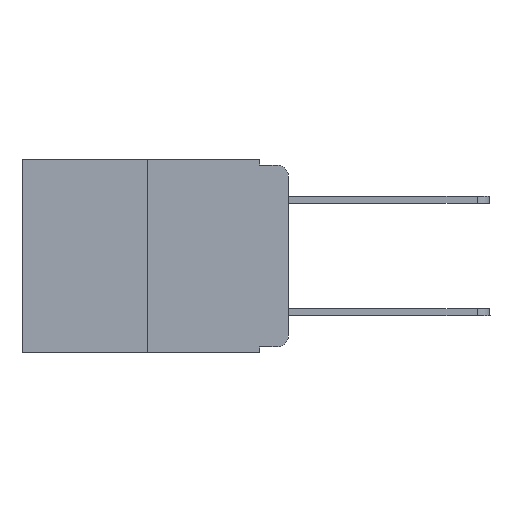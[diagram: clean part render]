
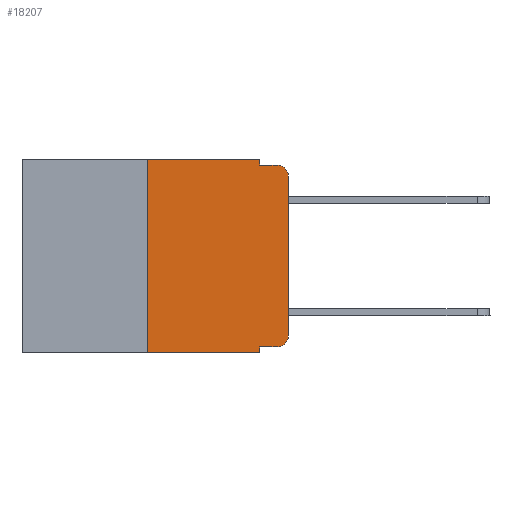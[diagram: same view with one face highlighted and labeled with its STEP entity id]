
A CAD part, left-side view. The second image highlights one B-rep face of the part: STEP entity #18207.
In plain terms, the highlighted planar face has unit normal (-1, 0, 0).
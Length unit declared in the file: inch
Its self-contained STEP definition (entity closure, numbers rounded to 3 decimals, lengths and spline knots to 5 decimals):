
#53 = EDGE_CURVE ( 'NONE', #1646, #7434, #18131, .T. ) ;
#1271 = ORIENTED_EDGE ( 'NONE', *, *, #11720, .T. ) ;
#1314 = DIRECTION ( 'NONE',  ( 0., 0., -1. ) ) ;
#1429 = VECTOR ( 'NONE', #3672, 39.37008 ) ;
#1646 = VERTEX_POINT ( 'NONE', #15088 ) ;
#1864 = CARTESIAN_POINT ( 'NONE',  ( 0., 0.473, 0. ) ) ;
#2111 = CARTESIAN_POINT ( 'NONE',  ( 0., 0.051, 0. ) ) ;
#2254 = LINE ( 'NONE', #3548, #16428 ) ;
#2412 = EDGE_CURVE ( 'NONE', #13717, #16251, #2254, .T. ) ;
#2484 = VERTEX_POINT ( 'NONE', #4871 ) ;
#2556 = DIRECTION ( 'NONE',  ( 0., -1., 0. ) ) ;
#2683 = CARTESIAN_POINT ( 'NONE',  ( 0., 0.051, 0. ) ) ;
#2889 = VECTOR ( 'NONE', #16533, 39.37008 ) ;
#2913 = ORIENTED_EDGE ( 'NONE', *, *, #18563, .F. ) ;
#2954 = DIRECTION ( 'NONE',  ( -1., 0., 0. ) ) ;
#3030 = VERTEX_POINT ( 'NONE', #13562 ) ;
#3265 = ORIENTED_EDGE ( 'NONE', *, *, #6687, .F. ) ;
#3548 = CARTESIAN_POINT ( 'NONE',  ( 0., 0.051, 0. ) ) ;
#3567 = ORIENTED_EDGE ( 'NONE', *, *, #10359, .F. ) ;
#3672 = DIRECTION ( 'NONE',  ( 0., 0., 1. ) ) ;
#3730 = AXIS2_PLACEMENT_3D ( 'NONE', #1864, #11916, #17904 ) ;
#4582 = VECTOR ( 'NONE', #15698, 39.37008 ) ;
#4871 = CARTESIAN_POINT ( 'NONE',  ( 0., 0.02, -0.333 ) ) ;
#5191 = VECTOR ( 'NONE', #16154, 39.37008 ) ;
#5470 = CARTESIAN_POINT ( 'NONE',  ( 0., 0.051, -0.01 ) ) ;
#5588 = LINE ( 'NONE', #6275, #2889 ) ;
#5628 = EDGE_CURVE ( 'NONE', #2484, #14914, #7166, .T. ) ;
#5844 = DIRECTION ( 'NONE',  ( 0., 0., -1. ) ) ;
#5953 = ORIENTED_EDGE ( 'NONE', *, *, #2412, .F. ) ;
#6275 = CARTESIAN_POINT ( 'NONE',  ( 0., 0.051, -0.333 ) ) ;
#6339 = VERTEX_POINT ( 'NONE', #13872 ) ;
#6687 = EDGE_CURVE ( 'NONE', #6339, #3030, #10145, .T. ) ;
#6740 = FACE_OUTER_BOUND ( 'NONE', #7056, .T. ) ;
#7056 = EDGE_LOOP ( 'NONE', ( #16788, #17677, #2913, #5953, #3567, #3265, #1271, #10443, #11018, #9470 ) ) ;
#7166 = CIRCLE ( 'NONE', #7721, 0.02 ) ;
#7186 = LINE ( 'NONE', #5470, #14786 ) ;
#7434 = VERTEX_POINT ( 'NONE', #8207 ) ;
#7560 = EDGE_CURVE ( 'NONE', #7895, #14158, #15114, .T. ) ;
#7616 = EDGE_CURVE ( 'NONE', #14914, #1646, #14198, .T. ) ;
#7721 = AXIS2_PLACEMENT_3D ( 'NONE', #10847, #18376, #13896 ) ;
#7895 = VERTEX_POINT ( 'NONE', #10655 ) ;
#8207 = CARTESIAN_POINT ( 'NONE',  ( 0., 0.02, -0.01 ) ) ;
#8936 = CARTESIAN_POINT ( 'NONE',  ( 0., 0.051, -0.343 ) ) ;
#9470 = ORIENTED_EDGE ( 'NONE', *, *, #5628, .T. ) ;
#9566 = LINE ( 'NONE', #10413, #5191 ) ;
#10120 = DIRECTION ( 'NONE',  ( 0., -1., 0. ) ) ;
#10145 = LINE ( 'NONE', #12246, #1429 ) ;
#10359 = EDGE_CURVE ( 'NONE', #3030, #13717, #16714, .T. ) ;
#10413 = CARTESIAN_POINT ( 'NONE',  ( 0., 0.473, -0.343 ) ) ;
#10443 = ORIENTED_EDGE ( 'NONE', *, *, #7560, .F. ) ;
#10655 = CARTESIAN_POINT ( 'NONE',  ( 0., 0.051, -0.333 ) ) ;
#10796 = CARTESIAN_POINT ( 'NONE',  ( 0., 0.051, -0.01 ) ) ;
#10847 = CARTESIAN_POINT ( 'NONE',  ( 0., 0.02, -0.313 ) ) ;
#11018 = ORIENTED_EDGE ( 'NONE', *, *, #14337, .T. ) ;
#11720 = EDGE_CURVE ( 'NONE', #6339, #14158, #9566, .T. ) ;
#11771 = CARTESIAN_POINT ( 'NONE',  ( 0., 0.02, -0.03 ) ) ;
#11916 = DIRECTION ( 'NONE',  ( 1., 0., 0. ) ) ;
#12246 = CARTESIAN_POINT ( 'NONE',  ( 0., 0.25, 0. ) ) ;
#12572 = CARTESIAN_POINT ( 'NONE',  ( 0., 0.473, 0. ) ) ;
#12969 = AXIS2_PLACEMENT_3D ( 'NONE', #11771, #2954, #5844 ) ;
#13060 = VECTOR ( 'NONE', #2556, 39.37008 ) ;
#13259 = CARTESIAN_POINT ( 'NONE',  ( 0., 0., -0.313 ) ) ;
#13562 = CARTESIAN_POINT ( 'NONE',  ( 0., 0.25, 0. ) ) ;
#13717 = VERTEX_POINT ( 'NONE', #2111 ) ;
#13872 = CARTESIAN_POINT ( 'NONE',  ( 0., 0.25, -0.343 ) ) ;
#13896 = DIRECTION ( 'NONE',  ( 0., 0., -1. ) ) ;
#14158 = VERTEX_POINT ( 'NONE', #8936 ) ;
#14198 = LINE ( 'NONE', #18773, #4582 ) ;
#14337 = EDGE_CURVE ( 'NONE', #7895, #2484, #5588, .T. ) ;
#14786 = VECTOR ( 'NONE', #10120, 39.37008 ) ;
#14791 = PLANE ( 'NONE',  #3730 ) ;
#14914 = VERTEX_POINT ( 'NONE', #13259 ) ;
#15088 = CARTESIAN_POINT ( 'NONE',  ( 0., 0., -0.03 ) ) ;
#15114 = LINE ( 'NONE', #2683, #17175 ) ;
#15698 = DIRECTION ( 'NONE',  ( 0., 0., 1. ) ) ;
#16154 = DIRECTION ( 'NONE',  ( 0., -1., 0. ) ) ;
#16251 = VERTEX_POINT ( 'NONE', #10796 ) ;
#16393 = DIRECTION ( 'NONE',  ( 0., 0., -1. ) ) ;
#16428 = VECTOR ( 'NONE', #16393, 39.37008 ) ;
#16533 = DIRECTION ( 'NONE',  ( 0., -1., 0. ) ) ;
#16714 = LINE ( 'NONE', #12572, #13060 ) ;
#16788 = ORIENTED_EDGE ( 'NONE', *, *, #7616, .T. ) ;
#17175 = VECTOR ( 'NONE', #1314, 39.37008 ) ;
#17677 = ORIENTED_EDGE ( 'NONE', *, *, #53, .T. ) ;
#17904 = DIRECTION ( 'NONE',  ( 0., 0., -1. ) ) ;
#18131 = CIRCLE ( 'NONE', #12969, 0.02 ) ;
#18207 = ADVANCED_FACE ( 'NONE', ( #6740 ), #14791, .F. ) ;
#18376 = DIRECTION ( 'NONE',  ( -1., 0., 0. ) ) ;
#18563 = EDGE_CURVE ( 'NONE', #16251, #7434, #7186, .T. ) ;
#18773 = CARTESIAN_POINT ( 'NONE',  ( 0., 0., 0. ) ) ;
